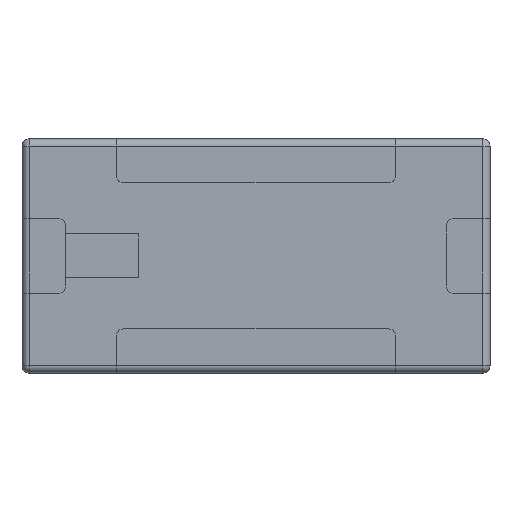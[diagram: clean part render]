
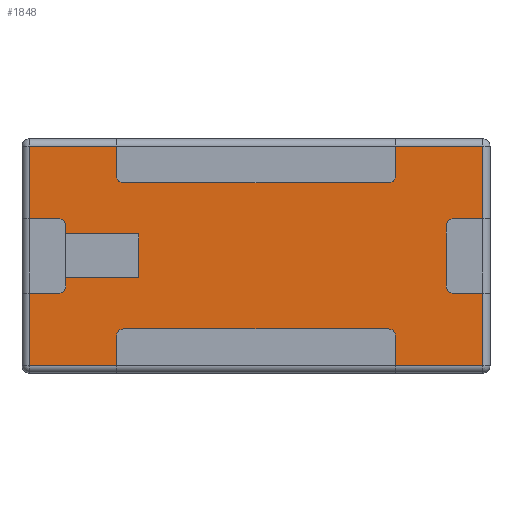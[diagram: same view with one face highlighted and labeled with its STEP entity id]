
A CAD part, top view. The second image highlights one B-rep face of the part: STEP entity #1848.
In plain terms, the highlighted planar face has unit normal (0, 0, 1).
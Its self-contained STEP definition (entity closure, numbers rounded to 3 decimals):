
#80=PLANE($,#2057);
#188=FACE_OUTER_BOUND($,#296,.T.);
#296=EDGE_LOOP($,(#1647,#1648,#1649,#1650,#1651,#1652,#1653,#1654,#1655,
#1656,#1657,#1658,#1659,#1660,#1661,#1662,#1663,#1664,#1665,#1666,#1667,
#1668,#1669,#1670,#1671,#1672,#1673,#1674,#1675,#1676,#1677,#1678));
#367=LINE($,#2840,#543);
#375=LINE($,#2862,#551);
#378=LINE($,#2875,#554);
#381=LINE($,#2885,#557);
#384=LINE($,#2898,#560);
#390=LINE($,#2916,#566);
#392=LINE($,#2922,#568);
#396=LINE($,#2930,#572);
#399=LINE($,#2939,#575);
#406=LINE($,#2959,#582);
#407=LINE($,#2971,#583);
#415=LINE($,#2993,#591);
#418=LINE($,#3006,#594);
#423=LINE($,#3019,#599);
#428=LINE($,#3033,#604);
#430=LINE($,#3039,#606);
#442=LINE($,#3065,#618);
#443=LINE($,#3069,#619);
#446=LINE($,#3075,#622);
#449=LINE($,#3080,#625);
#457=LINE($,#3122,#633);
#460=LINE($,#3134,#636);
#463=LINE($,#3138,#639);
#465=LINE($,#3141,#641);
#543=VECTOR($,#2278,0.2);
#551=VECTOR($,#2296,1.81);
#554=VECTOR($,#2311,0.2);
#557=VECTOR($,#2318,0.2);
#560=VECTOR($,#2329,0.2);
#566=VECTOR($,#2349,1.81);
#568=VECTOR($,#2353,0.055);
#572=VECTOR($,#2357,0.055);
#575=VECTOR($,#2364,0.2);
#582=VECTOR($,#2379,0.2);
#583=VECTOR($,#2396,0.2);
#591=VECTOR($,#2414,0.41);
#594=VECTOR($,#2429,0.2);
#599=VECTOR($,#2442,0.595);
#604=VECTOR($,#2457,0.595);
#606=VECTOR($,#2465,0.495);
#618=VECTOR($,#2493,0.495);
#619=VECTOR($,#2498,0.5);
#622=VECTOR($,#2503,0.3);
#625=VECTOR($,#2508,0.5);
#633=VECTOR($,#2572,0.595);
#636=VECTOR($,#2587,0.495);
#639=VECTOR($,#2592,0.595);
#641=VECTOR($,#2596,0.495);
#689=CIRCLE($,#1944,0.05);
#691=CIRCLE($,#1948,0.05);
#699=CIRCLE($,#1960,0.05);
#701=CIRCLE($,#1963,0.05);
#707=CIRCLE($,#1974,0.05);
#709=CIRCLE($,#1977,0.05);
#713=CIRCLE($,#1983,0.05);
#715=CIRCLE($,#1987,0.05);
#807=VERTEX_POINT($,#2836);
#809=VERTEX_POINT($,#2839);
#813=VERTEX_POINT($,#2849);
#814=VERTEX_POINT($,#2850);
#818=VERTEX_POINT($,#2860);
#820=VERTEX_POINT($,#2868);
#826=VERTEX_POINT($,#2882);
#827=VERTEX_POINT($,#2884);
#832=VERTEX_POINT($,#2895);
#833=VERTEX_POINT($,#2897);
#835=VERTEX_POINT($,#2903);
#837=VERTEX_POINT($,#2909);
#839=VERTEX_POINT($,#2918);
#841=VERTEX_POINT($,#2921);
#844=VERTEX_POINT($,#2927);
#845=VERTEX_POINT($,#2929);
#847=VERTEX_POINT($,#2935);
#849=VERTEX_POINT($,#2938);
#854=VERTEX_POINT($,#2949);
#858=VERTEX_POINT($,#2957);
#859=VERTEX_POINT($,#2967);
#861=VERTEX_POINT($,#2970);
#865=VERTEX_POINT($,#2980);
#866=VERTEX_POINT($,#2981);
#870=VERTEX_POINT($,#2991);
#872=VERTEX_POINT($,#2999);
#878=VERTEX_POINT($,#3018);
#882=VERTEX_POINT($,#3032);
#889=VERTEX_POINT($,#3064);
#890=VERTEX_POINT($,#3068);
#892=VERTEX_POINT($,#3074);
#901=VERTEX_POINT($,#3125);
#1008=EDGE_CURVE($,#809,#807,#367,.T.);
#1013=EDGE_CURVE($,#813,#814,#689,.T.);
#1019=EDGE_CURVE($,#814,#818,#375,.T.);
#1020=EDGE_CURVE($,#818,#809,#691,.T.);
#1026=EDGE_CURVE($,#820,#813,#378,.T.);
#1030=EDGE_CURVE($,#827,#826,#381,.T.);
#1036=EDGE_CURVE($,#833,#832,#384,.T.);
#1039=EDGE_CURVE($,#826,#835,#699,.T.);
#1042=EDGE_CURVE($,#837,#833,#701,.T.);
#1046=EDGE_CURVE($,#835,#837,#390,.T.);
#1048=EDGE_CURVE($,#841,#839,#392,.T.);
#1052=EDGE_CURVE($,#845,#844,#396,.T.);
#1056=EDGE_CURVE($,#849,#847,#399,.T.);
#1066=EDGE_CURVE($,#854,#858,#406,.T.);
#1067=EDGE_CURVE($,#858,#841,#707,.T.);
#1069=EDGE_CURVE($,#844,#849,#709,.T.);
#1072=EDGE_CURVE($,#861,#859,#407,.T.);
#1077=EDGE_CURVE($,#865,#866,#713,.T.);
#1083=EDGE_CURVE($,#866,#870,#415,.T.);
#1084=EDGE_CURVE($,#870,#861,#715,.T.);
#1090=EDGE_CURVE($,#872,#865,#418,.T.);
#1096=EDGE_CURVE($,#820,#878,#423,.T.);
#1103=EDGE_CURVE($,#827,#882,#428,.T.);
#1107=EDGE_CURVE($,#878,#847,#430,.T.);
#1121=EDGE_CURVE($,#872,#889,#442,.T.);
#1123=EDGE_CURVE($,#890,#845,#443,.T.);
#1126=EDGE_CURVE($,#892,#890,#446,.T.);
#1129=EDGE_CURVE($,#839,#892,#449,.T.);
#1150=EDGE_CURVE($,#889,#807,#457,.T.);
#1156=EDGE_CURVE($,#854,#901,#460,.T.);
#1159=EDGE_CURVE($,#901,#832,#463,.T.);
#1161=EDGE_CURVE($,#882,#859,#465,.T.);
#1647=ORIENTED_EDGE($,*,*,#1008,.T.);
#1648=ORIENTED_EDGE($,*,*,#1150,.F.);
#1649=ORIENTED_EDGE($,*,*,#1121,.F.);
#1650=ORIENTED_EDGE($,*,*,#1090,.T.);
#1651=ORIENTED_EDGE($,*,*,#1077,.T.);
#1652=ORIENTED_EDGE($,*,*,#1083,.T.);
#1653=ORIENTED_EDGE($,*,*,#1084,.T.);
#1654=ORIENTED_EDGE($,*,*,#1072,.T.);
#1655=ORIENTED_EDGE($,*,*,#1161,.F.);
#1656=ORIENTED_EDGE($,*,*,#1103,.F.);
#1657=ORIENTED_EDGE($,*,*,#1030,.T.);
#1658=ORIENTED_EDGE($,*,*,#1039,.T.);
#1659=ORIENTED_EDGE($,*,*,#1046,.T.);
#1660=ORIENTED_EDGE($,*,*,#1042,.T.);
#1661=ORIENTED_EDGE($,*,*,#1036,.T.);
#1662=ORIENTED_EDGE($,*,*,#1159,.F.);
#1663=ORIENTED_EDGE($,*,*,#1156,.F.);
#1664=ORIENTED_EDGE($,*,*,#1066,.T.);
#1665=ORIENTED_EDGE($,*,*,#1067,.T.);
#1666=ORIENTED_EDGE($,*,*,#1048,.T.);
#1667=ORIENTED_EDGE($,*,*,#1129,.T.);
#1668=ORIENTED_EDGE($,*,*,#1126,.T.);
#1669=ORIENTED_EDGE($,*,*,#1123,.T.);
#1670=ORIENTED_EDGE($,*,*,#1052,.T.);
#1671=ORIENTED_EDGE($,*,*,#1069,.T.);
#1672=ORIENTED_EDGE($,*,*,#1056,.T.);
#1673=ORIENTED_EDGE($,*,*,#1107,.F.);
#1674=ORIENTED_EDGE($,*,*,#1096,.F.);
#1675=ORIENTED_EDGE($,*,*,#1026,.T.);
#1676=ORIENTED_EDGE($,*,*,#1013,.T.);
#1677=ORIENTED_EDGE($,*,*,#1019,.T.);
#1678=ORIENTED_EDGE($,*,*,#1020,.T.);
#1848=ADVANCED_FACE($,(#188),#80,.T.);
#1944=AXIS2_PLACEMENT_3D($,#2851,#2286,#2287);
#1948=AXIS2_PLACEMENT_3D($,#2864,#2299,#2300);
#1960=AXIS2_PLACEMENT_3D($,#2904,#2334,#2335);
#1963=AXIS2_PLACEMENT_3D($,#2910,#2341,#2342);
#1974=AXIS2_PLACEMENT_3D($,#2961,#2382,#2383);
#1977=AXIS2_PLACEMENT_3D($,#2964,#2388,#2389);
#1983=AXIS2_PLACEMENT_3D($,#2982,#2404,#2405);
#1987=AXIS2_PLACEMENT_3D($,#2995,#2417,#2418);
#2057=AXIS2_PLACEMENT_3D($,#3148,#2608,#2609);
#2278=DIRECTION($,(0.,-1.,0.));
#2286=DIRECTION('center_axis',(0.,0.,-1.));
#2287=DIRECTION('ref_axis',(-0.707,0.707,0.));
#2296=DIRECTION($,(1.,0.,0.));
#2299=DIRECTION('center_axis',(0.,0.,-1.));
#2300=DIRECTION('ref_axis',(0.707,0.707,0.));
#2311=DIRECTION($,(0.,1.,0.));
#2318=DIRECTION($,(0.,-1.,0.));
#2329=DIRECTION($,(0.,1.,0.));
#2334=DIRECTION('center_axis',(0.,0.,-1.));
#2335=DIRECTION('ref_axis',(0.707,-0.707,0.));
#2341=DIRECTION('center_axis',(0.,0.,-1.));
#2342=DIRECTION('ref_axis',(-0.707,-0.707,0.));
#2349=DIRECTION($,(-1.,0.,0.));
#2353=DIRECTION($,(0.,-1.,0.));
#2357=DIRECTION($,(0.,-1.,0.));
#2364=DIRECTION($,(-1.,0.,0.));
#2379=DIRECTION($,(1.,0.,0.));
#2382=DIRECTION('center_axis',(0.,0.,-1.));
#2383=DIRECTION('ref_axis',(0.707,0.707,0.));
#2388=DIRECTION('center_axis',(0.,0.,-1.));
#2389=DIRECTION('ref_axis',(0.707,-0.707,0.));
#2396=DIRECTION($,(1.,0.,0.));
#2404=DIRECTION('center_axis',(0.,0.,-1.));
#2405=DIRECTION('ref_axis',(-0.707,-0.707,0.));
#2414=DIRECTION($,(0.,1.,0.));
#2417=DIRECTION('center_axis',(0.,0.,-1.));
#2418=DIRECTION('ref_axis',(-0.707,0.707,0.));
#2429=DIRECTION($,(-1.,0.,0.));
#2442=DIRECTION($,(-1.,0.,0.));
#2457=DIRECTION($,(1.,0.,0.));
#2465=DIRECTION($,(0.,1.,0.));
#2493=DIRECTION($,(0.,-1.,0.));
#2498=DIRECTION($,(-1.,0.,0.));
#2503=DIRECTION($,(0.,-1.,0.));
#2508=DIRECTION($,(1.,0.,0.));
#2572=DIRECTION($,(-1.,0.,0.));
#2587=DIRECTION($,(0.,1.,0.));
#2592=DIRECTION($,(1.,0.,0.));
#2596=DIRECTION($,(0.,-1.,0.));
#2608=DIRECTION('center_axis',(0.,0.,1.));
#2609=DIRECTION('ref_axis',(1.,0.,0.));
#2836=CARTESIAN_POINT('',(0.955,-0.75,1.04));
#2839=CARTESIAN_POINT('',(0.955,-0.55,1.04));
#2840=CARTESIAN_POINT($,(0.955,-0.4,1.04));
#2849=CARTESIAN_POINT('',(-0.955,-0.55,1.04));
#2850=CARTESIAN_POINT('',(-0.905,-0.5,1.04));
#2851=CARTESIAN_POINT('Origin',(-0.905,-0.55,1.04));
#2860=CARTESIAN_POINT('',(0.905,-0.5,1.04));
#2862=CARTESIAN_POINT($,(0.478,-0.5,1.04));
#2864=CARTESIAN_POINT('Origin',(0.905,-0.55,1.04));
#2868=CARTESIAN_POINT('',(-0.955,-0.75,1.04));
#2875=CARTESIAN_POINT($,(-0.955,-0.25,1.04));
#2882=CARTESIAN_POINT('',(0.955,0.55,1.04));
#2884=CARTESIAN_POINT('',(0.955,0.75,1.04));
#2885=CARTESIAN_POINT($,(0.955,0.25,1.04));
#2895=CARTESIAN_POINT('',(-0.955,0.75,1.04));
#2897=CARTESIAN_POINT('',(-0.955,0.55,1.04));
#2898=CARTESIAN_POINT($,(-0.955,0.4,1.04));
#2903=CARTESIAN_POINT('',(0.905,0.5,1.04));
#2904=CARTESIAN_POINT('Origin',(0.905,0.55,1.04));
#2909=CARTESIAN_POINT('',(-0.905,0.5,1.04));
#2910=CARTESIAN_POINT('Origin',(-0.905,0.55,1.04));
#2916=CARTESIAN_POINT($,(-0.478,0.5,1.04));
#2918=CARTESIAN_POINT('',(-1.3,0.15,1.04));
#2921=CARTESIAN_POINT('',(-1.3,0.205,1.04));
#2922=CARTESIAN_POINT($,(-1.3,-0.128,1.04));
#2927=CARTESIAN_POINT('',(-1.3,-0.205,1.04));
#2929=CARTESIAN_POINT('',(-1.3,-0.15,1.04));
#2930=CARTESIAN_POINT($,(-1.3,-0.128,1.04));
#2935=CARTESIAN_POINT('',(-1.55,-0.255,1.04));
#2938=CARTESIAN_POINT('',(-1.35,-0.255,1.04));
#2939=CARTESIAN_POINT($,(-0.8,-0.255,1.04));
#2949=CARTESIAN_POINT('',(-1.55,0.255,1.04));
#2957=CARTESIAN_POINT('',(-1.35,0.255,1.04));
#2959=CARTESIAN_POINT($,(-0.65,0.255,1.04));
#2961=CARTESIAN_POINT('Origin',(-1.35,0.205,1.04));
#2964=CARTESIAN_POINT('Origin',(-1.35,-0.205,1.04));
#2967=CARTESIAN_POINT('',(1.55,0.255,1.04));
#2970=CARTESIAN_POINT('',(1.35,0.255,1.04));
#2971=CARTESIAN_POINT($,(0.8,0.255,1.04));
#2980=CARTESIAN_POINT('',(1.35,-0.255,1.04));
#2981=CARTESIAN_POINT('',(1.3,-0.205,1.04));
#2982=CARTESIAN_POINT('Origin',(1.35,-0.205,1.04));
#2991=CARTESIAN_POINT('',(1.3,0.205,1.04));
#2993=CARTESIAN_POINT($,(1.3,0.128,1.04));
#2995=CARTESIAN_POINT('Origin',(1.35,0.205,1.04));
#2999=CARTESIAN_POINT('',(1.55,-0.255,1.04));
#3006=CARTESIAN_POINT($,(0.65,-0.255,1.04));
#3018=CARTESIAN_POINT('',(-1.55,-0.75,1.04));
#3019=CARTESIAN_POINT($,(-0.8,-0.75,1.04));
#3032=CARTESIAN_POINT('',(1.55,0.75,1.04));
#3033=CARTESIAN_POINT($,(0.8,0.75,1.04));
#3039=CARTESIAN_POINT($,(-1.55,0.4,1.04));
#3064=CARTESIAN_POINT('',(1.55,-0.75,1.04));
#3065=CARTESIAN_POINT($,(1.55,-0.4,1.04));
#3068=CARTESIAN_POINT('',(-0.8,-0.15,1.04));
#3069=CARTESIAN_POINT($,(-0.4,-0.15,1.04));
#3074=CARTESIAN_POINT('',(-0.8,0.15,1.04));
#3075=CARTESIAN_POINT($,(-0.8,0.075,1.04));
#3080=CARTESIAN_POINT($,(-0.65,0.15,1.04));
#3122=CARTESIAN_POINT($,(-0.8,-0.75,1.04));
#3125=CARTESIAN_POINT('',(-1.55,0.75,1.04));
#3134=CARTESIAN_POINT($,(-1.55,0.4,1.04));
#3138=CARTESIAN_POINT($,(0.8,0.75,1.04));
#3141=CARTESIAN_POINT($,(1.55,-0.4,1.04));
#3148=CARTESIAN_POINT('Origin',(0.,0.,1.04));
